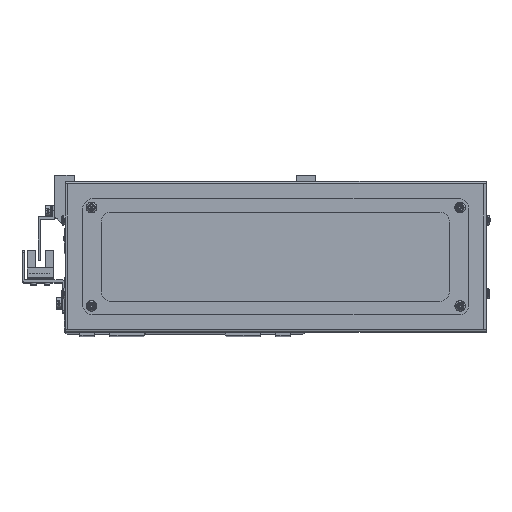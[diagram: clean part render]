
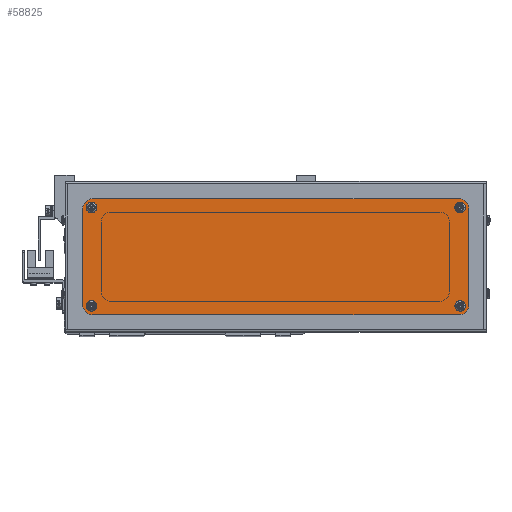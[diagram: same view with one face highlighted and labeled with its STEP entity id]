
A CAD part, top view. The second image highlights one B-rep face of the part: STEP entity #58825.
In plain terms, the highlighted planar face has unit normal (0, 0, 1).
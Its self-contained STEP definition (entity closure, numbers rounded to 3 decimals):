
#639 = ORIENTED_EDGE ( 'NONE', *, *, #41143, .T. ) ;
#800 = AXIS2_PLACEMENT_3D ( 'NONE', #72271, #38561, #4724 ) ;
#1132 = LINE ( 'NONE', #69932, #42658 ) ;
#1166 = DIRECTION ( 'NONE',  ( 1., 0., 0. ) ) ;
#1433 = AXIS2_PLACEMENT_3D ( 'NONE', #4366, #43828, #10037 ) ;
#1689 = CARTESIAN_POINT ( 'NONE',  ( 93.8, 25.5, 2. ) ) ;
#1911 = CARTESIAN_POINT ( 'NONE',  ( -95., -30., 2. ) ) ;
#2297 = ORIENTED_EDGE ( 'NONE', *, *, #25169, .T. ) ;
#2555 = CIRCLE ( 'NONE', #43475, 1.7 ) ;
#2843 = DIRECTION ( 'NONE',  ( 0., 0., 1. ) ) ;
#3383 = EDGE_CURVE ( 'NONE', #53350, #8375, #72344, .T. ) ;
#3455 = LINE ( 'NONE', #35041, #5233 ) ;
#3706 = EDGE_CURVE ( 'NONE', #64159, #51802, #56536, .T. ) ;
#4003 = EDGE_CURVE ( 'NONE', #41188, #41308, #3455, .T. ) ;
#4173 = ORIENTED_EDGE ( 'NONE', *, *, #5016, .F. ) ;
#4366 = CARTESIAN_POINT ( 'NONE',  ( 95.5, -25.5, 2. ) ) ;
#4540 = DIRECTION ( 'NONE',  ( 1., 0., 0. ) ) ;
#4724 = DIRECTION ( 'NONE',  ( 1., 0., 0. ) ) ;
#5016 = EDGE_CURVE ( 'NONE', #24759, #72666, #2555, .T. ) ;
#5100 = CARTESIAN_POINT ( 'NONE',  ( -100., -25., 2. ) ) ;
#5233 = VECTOR ( 'NONE', #1166, 1000. ) ;
#5749 = CARTESIAN_POINT ( 'NONE',  ( 95., 30., 2. ) ) ;
#5888 = ORIENTED_EDGE ( 'NONE', *, *, #29525, .T. ) ;
#8375 = VERTEX_POINT ( 'NONE', #58103 ) ;
#9677 = EDGE_CURVE ( 'NONE', #48841, #64159, #49920, .T. ) ;
#10037 = DIRECTION ( 'NONE',  ( 1., 0., 0. ) ) ;
#11600 = AXIS2_PLACEMENT_3D ( 'NONE', #60398, #26716, #66061 ) ;
#12172 = VERTEX_POINT ( 'NONE', #54207 ) ;
#13372 = ORIENTED_EDGE ( 'NONE', *, *, #52370, .T. ) ;
#13655 = DIRECTION ( 'NONE',  ( 0., -1., 0. ) ) ;
#13790 = FACE_OUTER_BOUND ( 'NONE', #44181, .T. ) ;
#14101 = CARTESIAN_POINT ( 'NONE',  ( 95.5, -25.5, 2. ) ) ;
#14133 = AXIS2_PLACEMENT_3D ( 'NONE', #56576, #22785, #62169 ) ;
#14149 = EDGE_LOOP ( 'NONE', ( #57509, #4173 ) ) ;
#14416 = ORIENTED_EDGE ( 'NONE', *, *, #46904, .T. ) ;
#15099 = CARTESIAN_POINT ( 'NONE',  ( -95.5, -25.5, 2. ) ) ;
#15348 = CARTESIAN_POINT ( 'NONE',  ( -97.2, -25.5, 2. ) ) ;
#15900 = VERTEX_POINT ( 'NONE', #36866 ) ;
#16158 = ORIENTED_EDGE ( 'NONE', *, *, #3706, .T. ) ;
#16203 = CIRCLE ( 'NONE', #800, 1.7 ) ;
#17692 = EDGE_CURVE ( 'NONE', #15900, #55196, #27859, .T. ) ;
#18262 = ORIENTED_EDGE ( 'NONE', *, *, #54625, .F. ) ;
#18568 = CARTESIAN_POINT ( 'NONE',  ( 95., -25., 2. ) ) ;
#19798 = DIRECTION ( 'NONE',  ( 1., 0., 0. ) ) ;
#20306 = AXIS2_PLACEMENT_3D ( 'NONE', #54805, #21030, #60405 ) ;
#20652 = CARTESIAN_POINT ( 'NONE',  ( 97.2, 25.5, 2. ) ) ;
#20659 = DIRECTION ( 'NONE',  ( 0., 1., 0. ) ) ;
#20765 = DIRECTION ( 'NONE',  ( 1., 0., 0. ) ) ;
#20809 = EDGE_CURVE ( 'NONE', #72666, #24759, #51984, .T. ) ;
#20959 = CARTESIAN_POINT ( 'NONE',  ( 100., -25., 2. ) ) ;
#21030 = DIRECTION ( 'NONE',  ( 0., 0., 1. ) ) ;
#21314 = AXIS2_PLACEMENT_3D ( 'NONE', #15099, #54505, #20765 ) ;
#22287 = CARTESIAN_POINT ( 'NONE',  ( -95., 25., 2. ) ) ;
#22785 = DIRECTION ( 'NONE',  ( 0., 0., 1. ) ) ;
#23718 = CIRCLE ( 'NONE', #31691, 5. ) ;
#24220 = DIRECTION ( 'NONE',  ( 1., 0., 0. ) ) ;
#24759 = VERTEX_POINT ( 'NONE', #20652 ) ;
#25169 = EDGE_CURVE ( 'NONE', #48309, #51138, #67156, .T. ) ;
#25177 = AXIS2_PLACEMENT_3D ( 'NONE', #18568, #57937, #24220 ) ;
#25679 = ORIENTED_EDGE ( 'NONE', *, *, #72218, .F. ) ;
#26716 = DIRECTION ( 'NONE',  ( 0., 0., 1. ) ) ;
#26774 = EDGE_LOOP ( 'NONE', ( #65894, #29350 ) ) ;
#27859 = CIRCLE ( 'NONE', #48731, 1.7 ) ;
#27933 = DIRECTION ( 'NONE',  ( 1., 0., 0. ) ) ;
#28544 = DIRECTION ( 'NONE',  ( 0., 0., 1. ) ) ;
#28582 = AXIS2_PLACEMENT_3D ( 'NONE', #62223, #28544, #67922 ) ;
#29350 = ORIENTED_EDGE ( 'NONE', *, *, #17692, .F. ) ;
#29525 = EDGE_CURVE ( 'NONE', #51802, #12172, #1132, .T. ) ;
#30463 = CARTESIAN_POINT ( 'NONE',  ( -100., -25., 2. ) ) ;
#30928 = DIRECTION ( 'NONE',  ( 0., 0., 1. ) ) ;
#31691 = AXIS2_PLACEMENT_3D ( 'NONE', #72056, #38354, #4540 ) ;
#31765 = ORIENTED_EDGE ( 'NONE', *, *, #9677, .T. ) ;
#32347 = FACE_BOUND ( 'NONE', #52130, .T. ) ;
#32780 = ORIENTED_EDGE ( 'NONE', *, *, #66230, .F. ) ;
#35041 = CARTESIAN_POINT ( 'NONE',  ( 95., -30., 2. ) ) ;
#36660 = CARTESIAN_POINT ( 'NONE',  ( -95.5, 25.5, 2. ) ) ;
#36696 = CARTESIAN_POINT ( 'NONE',  ( 95., -30., 2. ) ) ;
#36866 = CARTESIAN_POINT ( 'NONE',  ( 97.2, -25.5, 2. ) ) ;
#36934 = AXIS2_PLACEMENT_3D ( 'NONE', #36660, #2843, #42361 ) ;
#37825 = VERTEX_POINT ( 'NONE', #44333 ) ;
#38354 = DIRECTION ( 'NONE',  ( 0., 0., 1. ) ) ;
#38561 = DIRECTION ( 'NONE',  ( 0., 0., 1. ) ) ;
#39998 = AXIS2_PLACEMENT_3D ( 'NONE', #22287, #61656, #27933 ) ;
#40992 = EDGE_LOOP ( 'NONE', ( #48387, #25679 ) ) ;
#41143 = EDGE_CURVE ( 'NONE', #41308, #48841, #69457, .T. ) ;
#41188 = VERTEX_POINT ( 'NONE', #1911 ) ;
#41308 = VERTEX_POINT ( 'NONE', #36696 ) ;
#41674 = DIRECTION ( 'NONE',  ( -1., 0., 0. ) ) ;
#42291 = CARTESIAN_POINT ( 'NONE',  ( -97.2, 25.5, 2. ) ) ;
#42361 = DIRECTION ( 'NONE',  ( 1., 0., 0. ) ) ;
#42658 = VECTOR ( 'NONE', #41674, 1000. ) ;
#43475 = AXIS2_PLACEMENT_3D ( 'NONE', #64628, #30928, #70258 ) ;
#43828 = DIRECTION ( 'NONE',  ( 0., 0., 1. ) ) ;
#44181 = EDGE_LOOP ( 'NONE', ( #14416, #71735, #639, #31765, #16158, #5888, #13372, #2297 ) ) ;
#44333 = CARTESIAN_POINT ( 'NONE',  ( -93.8, 25.5, 2. ) ) ;
#46326 = CIRCLE ( 'NONE', #21314, 1.7 ) ;
#46904 = EDGE_CURVE ( 'NONE', #51138, #41188, #23718, .T. ) ;
#48309 = VERTEX_POINT ( 'NONE', #59970 ) ;
#48387 = ORIENTED_EDGE ( 'NONE', *, *, #3383, .F. ) ;
#48731 = AXIS2_PLACEMENT_3D ( 'NONE', #14101, #53499, #19798 ) ;
#48841 = VERTEX_POINT ( 'NONE', #20959 ) ;
#48867 = EDGE_CURVE ( 'NONE', #55196, #15900, #57408, .T. ) ;
#49920 = LINE ( 'NONE', #54376, #63181 ) ;
#50891 = PLANE ( 'NONE',  #28582 ) ;
#51138 = VERTEX_POINT ( 'NONE', #5100 ) ;
#51802 = VERTEX_POINT ( 'NONE', #5749 ) ;
#51984 = CIRCLE ( 'NONE', #11600, 1.7 ) ;
#52130 = EDGE_LOOP ( 'NONE', ( #32780, #18262 ) ) ;
#52370 = EDGE_CURVE ( 'NONE', #12172, #48309, #58698, .T. ) ;
#53350 = VERTEX_POINT ( 'NONE', #15348 ) ;
#53499 = DIRECTION ( 'NONE',  ( 0., 0., 1. ) ) ;
#54207 = CARTESIAN_POINT ( 'NONE',  ( -95., 30., 2. ) ) ;
#54376 = CARTESIAN_POINT ( 'NONE',  ( 100., 25., 2. ) ) ;
#54505 = DIRECTION ( 'NONE',  ( 0., 0., 1. ) ) ;
#54625 = EDGE_CURVE ( 'NONE', #37825, #69840, #16203, .T. ) ;
#54805 = CARTESIAN_POINT ( 'NONE',  ( 95., 25., 2. ) ) ;
#55196 = VERTEX_POINT ( 'NONE', #66051 ) ;
#56536 = CIRCLE ( 'NONE', #20306, 5. ) ;
#56576 = CARTESIAN_POINT ( 'NONE',  ( -95.5, -25.5, 2. ) ) ;
#57408 = CIRCLE ( 'NONE', #1433, 1.7 ) ;
#57509 = ORIENTED_EDGE ( 'NONE', *, *, #20809, .F. ) ;
#57937 = DIRECTION ( 'NONE',  ( 0., 0., 1. ) ) ;
#58103 = CARTESIAN_POINT ( 'NONE',  ( -93.8, -25.5, 2. ) ) ;
#58527 = CIRCLE ( 'NONE', #36934, 1.7 ) ;
#58698 = CIRCLE ( 'NONE', #39998, 5. ) ;
#58776 = FACE_BOUND ( 'NONE', #26774, .T. ) ;
#58825 = ADVANCED_FACE ( 'NONE', ( #58776, #64057, #13790, #32347, #71931 ), #50891, .T. ) ;
#59970 = CARTESIAN_POINT ( 'NONE',  ( -100., 25., 2. ) ) ;
#60398 = CARTESIAN_POINT ( 'NONE',  ( 95.5, 25.5, 2. ) ) ;
#60405 = DIRECTION ( 'NONE',  ( 1., 0., 0. ) ) ;
#61656 = DIRECTION ( 'NONE',  ( 0., 0., 1. ) ) ;
#62169 = DIRECTION ( 'NONE',  ( 1., 0., 0. ) ) ;
#62223 = CARTESIAN_POINT ( 'NONE',  ( -95., -25., 2. ) ) ;
#63181 = VECTOR ( 'NONE', #20659, 1000. ) ;
#64057 = FACE_BOUND ( 'NONE', #14149, .T. ) ;
#64159 = VERTEX_POINT ( 'NONE', #66979 ) ;
#64628 = CARTESIAN_POINT ( 'NONE',  ( 95.5, 25.5, 2. ) ) ;
#65415 = VECTOR ( 'NONE', #13655, 1000. ) ;
#65894 = ORIENTED_EDGE ( 'NONE', *, *, #48867, .F. ) ;
#66051 = CARTESIAN_POINT ( 'NONE',  ( 93.8, -25.5, 2. ) ) ;
#66061 = DIRECTION ( 'NONE',  ( 1., 0., 0. ) ) ;
#66230 = EDGE_CURVE ( 'NONE', #69840, #37825, #58527, .T. ) ;
#66979 = CARTESIAN_POINT ( 'NONE',  ( 100., 25., 2. ) ) ;
#67156 = LINE ( 'NONE', #30463, #65415 ) ;
#67922 = DIRECTION ( 'NONE',  ( 1., 0., 0. ) ) ;
#69457 = CIRCLE ( 'NONE', #25177, 5. ) ;
#69840 = VERTEX_POINT ( 'NONE', #42291 ) ;
#69932 = CARTESIAN_POINT ( 'NONE',  ( -95., 30., 2. ) ) ;
#70258 = DIRECTION ( 'NONE',  ( 1., 0., 0. ) ) ;
#71735 = ORIENTED_EDGE ( 'NONE', *, *, #4003, .T. ) ;
#71931 = FACE_BOUND ( 'NONE', #40992, .T. ) ;
#72056 = CARTESIAN_POINT ( 'NONE',  ( -95., -25., 2. ) ) ;
#72218 = EDGE_CURVE ( 'NONE', #8375, #53350, #46326, .T. ) ;
#72271 = CARTESIAN_POINT ( 'NONE',  ( -95.5, 25.5, 2. ) ) ;
#72344 = CIRCLE ( 'NONE', #14133, 1.7 ) ;
#72666 = VERTEX_POINT ( 'NONE', #1689 ) ;
